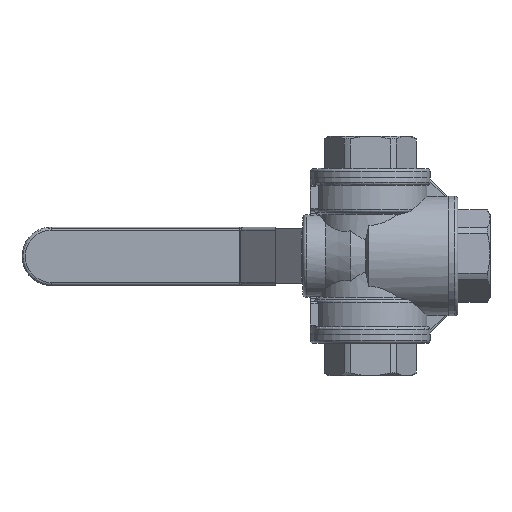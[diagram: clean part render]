
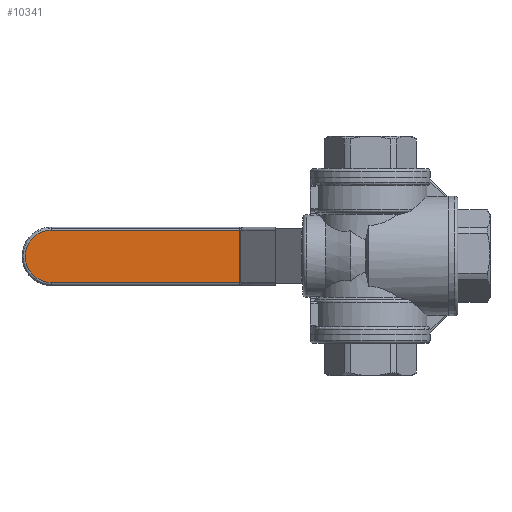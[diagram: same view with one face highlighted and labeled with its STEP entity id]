
A CAD part, top view. The second image highlights one B-rep face of the part: STEP entity #10341.
In plain terms, the highlighted face is planar.
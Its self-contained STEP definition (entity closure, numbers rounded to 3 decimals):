
#611=CIRCLE('',#11047,8.5);
#1023=ORIENTED_EDGE('',*,*,#4124,.T.);
#1024=ORIENTED_EDGE('',*,*,#4125,.T.);
#1025=ORIENTED_EDGE('',*,*,#4126,.T.);
#1026=ORIENTED_EDGE('',*,*,#4127,.T.);
#4124=EDGE_CURVE('',#5674,#5675,#611,.T.);
#4125=EDGE_CURVE('',#5675,#5676,#6727,.T.);
#4126=EDGE_CURVE('',#5676,#5677,#6728,.T.);
#4127=EDGE_CURVE('',#5677,#5674,#6729,.T.);
#5674=VERTEX_POINT('',#14406);
#5675=VERTEX_POINT('',#14407);
#5676=VERTEX_POINT('',#14409);
#5677=VERTEX_POINT('',#14411);
#6727=LINE('',#14408,#7631);
#6728=LINE('',#14410,#7632);
#6729=LINE('',#14412,#7633);
#7631=VECTOR('',#11881,1000.);
#7632=VECTOR('',#11882,1000.);
#7633=VECTOR('',#11883,1000.);
#8527=EDGE_LOOP('',(#1023,#1024,#1025,#1026));
#9268=FACE_BOUND('',#8527,.T.);
#10008=PLANE('',#11046);
#10341=ADVANCED_FACE('',(#9268),#10008,.F.);
#11046=AXIS2_PLACEMENT_3D('',#14404,#11877,#11878);
#11047=AXIS2_PLACEMENT_3D('',#14405,#11879,#11880);
#11877=DIRECTION('',(0.,1.,0.));
#11878=DIRECTION('',(1.,0.,0.));
#11879=DIRECTION('',(0.,-1.,0.));
#11880=DIRECTION('',(0.,0.,1.));
#11881=DIRECTION('',(1.,0.,0.));
#11882=DIRECTION('',(0.,0.,1.));
#11883=DIRECTION('',(-1.,0.,0.));
#14404=CARTESIAN_POINT('',(0.,-4.5,9.5));
#14405=CARTESIAN_POINT('',(9.5,-4.5,0.));
#14406=CARTESIAN_POINT('',(9.5,-4.5,8.5));
#14407=CARTESIAN_POINT('',(9.5,-4.5,-8.5));
#14408=CARTESIAN_POINT('',(0.,-4.5,-8.5));
#14409=CARTESIAN_POINT('',(71.,-4.5,-8.5));
#14410=CARTESIAN_POINT('',(71.,-4.5,9.5));
#14411=CARTESIAN_POINT('',(71.,-4.5,8.5));
#14412=CARTESIAN_POINT('',(9.5,-4.5,8.5));
